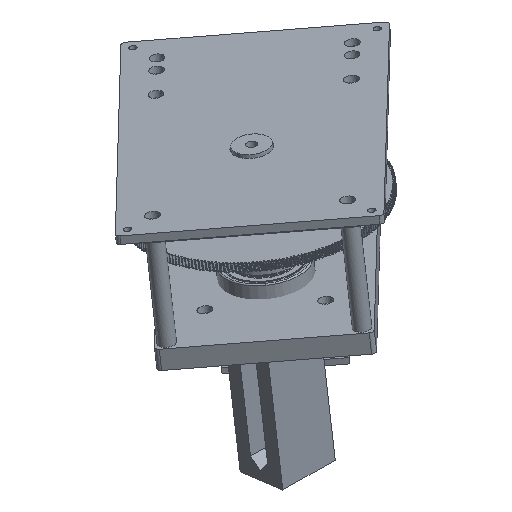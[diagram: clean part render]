
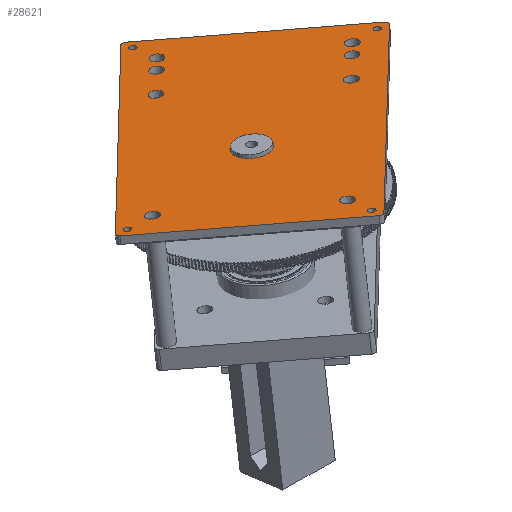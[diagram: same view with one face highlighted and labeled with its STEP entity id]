
A CAD part, top view. The second image highlights one B-rep face of the part: STEP entity #28621.
In plain terms, the highlighted face is planar.
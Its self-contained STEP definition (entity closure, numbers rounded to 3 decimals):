
#347=FACE_BOUND('',#3811,.T.);
#348=FACE_BOUND('',#3812,.T.);
#349=FACE_BOUND('',#3813,.T.);
#350=FACE_BOUND('',#3814,.T.);
#351=FACE_BOUND('',#3815,.T.);
#352=FACE_BOUND('',#3816,.T.);
#353=FACE_BOUND('',#3817,.T.);
#354=FACE_BOUND('',#3818,.T.);
#355=FACE_BOUND('',#3819,.T.);
#356=FACE_BOUND('',#3820,.T.);
#357=FACE_BOUND('',#3821,.T.);
#358=FACE_BOUND('',#3822,.T.);
#359=FACE_BOUND('',#3823,.T.);
#564=PLANE('',#30724);
#2132=FACE_OUTER_BOUND('',#3810,.T.);
#3810=EDGE_LOOP('',(#19665,#19666,#19667,#19668,#19669,#19670,#19671,#19672));
#3811=EDGE_LOOP('',(#19673));
#3812=EDGE_LOOP('',(#19674));
#3813=EDGE_LOOP('',(#19675));
#3814=EDGE_LOOP('',(#19676));
#3815=EDGE_LOOP('',(#19677));
#3816=EDGE_LOOP('',(#19678));
#3817=EDGE_LOOP('',(#19679));
#3818=EDGE_LOOP('',(#19680));
#3819=EDGE_LOOP('',(#19681));
#3820=EDGE_LOOP('',(#19682));
#3821=EDGE_LOOP('',(#19683));
#3822=EDGE_LOOP('',(#19684));
#3823=EDGE_LOOP('',(#19685));
#5669=LINE('',#45656,#7536);
#5672=LINE('',#45662,#7539);
#5673=LINE('',#45666,#7540);
#5674=LINE('',#45670,#7541);
#7536=VECTOR('',#35180,10.);
#7539=VECTOR('',#35185,10.);
#7540=VECTOR('',#35188,10.);
#7541=VECTOR('',#35191,10.);
#9406=CIRCLE('',#30709,1.7);
#9408=CIRCLE('',#30712,1.7);
#9410=CIRCLE('',#30715,1.7);
#9412=CIRCLE('',#30718,1.7);
#9415=CIRCLE('',#30722,2.);
#9416=CIRCLE('',#30725,2.);
#9417=CIRCLE('',#30726,2.);
#9418=CIRCLE('',#30727,2.);
#9419=CIRCLE('',#30728,9.);
#9420=CIRCLE('',#30729,3.25);
#9421=CIRCLE('',#30730,3.25);
#9422=CIRCLE('',#30731,3.25);
#9423=CIRCLE('',#30732,3.25);
#9424=CIRCLE('',#30733,3.25);
#9425=CIRCLE('',#30734,3.25);
#9426=CIRCLE('',#30735,3.25);
#9427=CIRCLE('',#30736,3.25);
#12022=VERTEX_POINT('',#45622);
#12024=VERTEX_POINT('',#45628);
#12026=VERTEX_POINT('',#45634);
#12028=VERTEX_POINT('',#45640);
#12032=VERTEX_POINT('',#45649);
#12033=VERTEX_POINT('',#45651);
#12034=VERTEX_POINT('',#45655);
#12036=VERTEX_POINT('',#45661);
#12037=VERTEX_POINT('',#45663);
#12038=VERTEX_POINT('',#45665);
#12039=VERTEX_POINT('',#45667);
#12040=VERTEX_POINT('',#45669);
#12041=VERTEX_POINT('',#45672);
#12042=VERTEX_POINT('',#45674);
#12043=VERTEX_POINT('',#45676);
#12044=VERTEX_POINT('',#45678);
#12045=VERTEX_POINT('',#45680);
#12046=VERTEX_POINT('',#45682);
#12047=VERTEX_POINT('',#45684);
#12048=VERTEX_POINT('',#45686);
#12049=VERTEX_POINT('',#45688);
#15046=EDGE_CURVE('',#12022,#12022,#9406,.T.);
#15049=EDGE_CURVE('',#12024,#12024,#9408,.T.);
#15052=EDGE_CURVE('',#12026,#12026,#9410,.T.);
#15055=EDGE_CURVE('',#12028,#12028,#9412,.T.);
#15060=EDGE_CURVE('',#12032,#12033,#9415,.T.);
#15062=EDGE_CURVE('',#12034,#12033,#5669,.T.);
#15065=EDGE_CURVE('',#12032,#12036,#5672,.T.);
#15066=EDGE_CURVE('',#12037,#12036,#9416,.T.);
#15067=EDGE_CURVE('',#12037,#12038,#5673,.T.);
#15068=EDGE_CURVE('',#12039,#12038,#9417,.T.);
#15069=EDGE_CURVE('',#12039,#12040,#5674,.T.);
#15070=EDGE_CURVE('',#12034,#12040,#9418,.T.);
#15071=EDGE_CURVE('',#12041,#12041,#9419,.T.);
#15072=EDGE_CURVE('',#12042,#12042,#9420,.T.);
#15073=EDGE_CURVE('',#12043,#12043,#9421,.T.);
#15074=EDGE_CURVE('',#12044,#12044,#9422,.T.);
#15075=EDGE_CURVE('',#12045,#12045,#9423,.T.);
#15076=EDGE_CURVE('',#12046,#12046,#9424,.T.);
#15077=EDGE_CURVE('',#12047,#12047,#9425,.T.);
#15078=EDGE_CURVE('',#12048,#12048,#9426,.T.);
#15079=EDGE_CURVE('',#12049,#12049,#9427,.T.);
#19665=ORIENTED_EDGE('',*,*,#15060,.F.);
#19666=ORIENTED_EDGE('',*,*,#15065,.T.);
#19667=ORIENTED_EDGE('',*,*,#15066,.F.);
#19668=ORIENTED_EDGE('',*,*,#15067,.T.);
#19669=ORIENTED_EDGE('',*,*,#15068,.F.);
#19670=ORIENTED_EDGE('',*,*,#15069,.T.);
#19671=ORIENTED_EDGE('',*,*,#15070,.F.);
#19672=ORIENTED_EDGE('',*,*,#15062,.T.);
#19673=ORIENTED_EDGE('',*,*,#15046,.T.);
#19674=ORIENTED_EDGE('',*,*,#15049,.T.);
#19675=ORIENTED_EDGE('',*,*,#15052,.T.);
#19676=ORIENTED_EDGE('',*,*,#15055,.T.);
#19677=ORIENTED_EDGE('',*,*,#15071,.T.);
#19678=ORIENTED_EDGE('',*,*,#15072,.T.);
#19679=ORIENTED_EDGE('',*,*,#15073,.T.);
#19680=ORIENTED_EDGE('',*,*,#15074,.T.);
#19681=ORIENTED_EDGE('',*,*,#15075,.T.);
#19682=ORIENTED_EDGE('',*,*,#15076,.T.);
#19683=ORIENTED_EDGE('',*,*,#15077,.T.);
#19684=ORIENTED_EDGE('',*,*,#15078,.T.);
#19685=ORIENTED_EDGE('',*,*,#15079,.T.);
#28621=ADVANCED_FACE('',(#2132,#347,#348,#349,#350,#351,#352,#353,#354,
#355,#356,#357,#358,#359),#564,.T.);
#30709=AXIS2_PLACEMENT_3D('',#45623,#35144,#35145);
#30712=AXIS2_PLACEMENT_3D('',#45629,#35151,#35152);
#30715=AXIS2_PLACEMENT_3D('',#45635,#35158,#35159);
#30718=AXIS2_PLACEMENT_3D('',#45641,#35165,#35166);
#30722=AXIS2_PLACEMENT_3D('',#45652,#35175,#35176);
#30724=AXIS2_PLACEMENT_3D('',#45660,#35183,#35184);
#30725=AXIS2_PLACEMENT_3D('',#45664,#35186,#35187);
#30726=AXIS2_PLACEMENT_3D('',#45668,#35189,#35190);
#30727=AXIS2_PLACEMENT_3D('',#45671,#35192,#35193);
#30728=AXIS2_PLACEMENT_3D('',#45673,#35194,#35195);
#30729=AXIS2_PLACEMENT_3D('',#45675,#35196,#35197);
#30730=AXIS2_PLACEMENT_3D('',#45677,#35198,#35199);
#30731=AXIS2_PLACEMENT_3D('',#45679,#35200,#35201);
#30732=AXIS2_PLACEMENT_3D('',#45681,#35202,#35203);
#30733=AXIS2_PLACEMENT_3D('',#45683,#35204,#35205);
#30734=AXIS2_PLACEMENT_3D('',#45685,#35206,#35207);
#30735=AXIS2_PLACEMENT_3D('',#45687,#35208,#35209);
#30736=AXIS2_PLACEMENT_3D('',#45689,#35210,#35211);
#35144=DIRECTION('center_axis',(0.,-1.,0.));
#35145=DIRECTION('ref_axis',(1.,0.,0.));
#35151=DIRECTION('center_axis',(0.,-1.,0.));
#35152=DIRECTION('ref_axis',(1.,0.,0.));
#35158=DIRECTION('center_axis',(0.,-1.,0.));
#35159=DIRECTION('ref_axis',(1.,0.,0.));
#35165=DIRECTION('center_axis',(0.,-1.,0.));
#35166=DIRECTION('ref_axis',(1.,0.,0.));
#35175=DIRECTION('center_axis',(0.,-1.,0.));
#35176=DIRECTION('ref_axis',(-0.707,0.,-0.707));
#35180=DIRECTION('',(-1.,0.,0.));
#35183=DIRECTION('center_axis',(0.,1.,0.));
#35184=DIRECTION('ref_axis',(0.,0.,1.));
#35185=DIRECTION('',(0.,0.,1.));
#35186=DIRECTION('center_axis',(0.,-1.,0.));
#35187=DIRECTION('ref_axis',(-0.707,0.,0.707));
#35188=DIRECTION('',(1.,0.,0.));
#35189=DIRECTION('center_axis',(0.,-1.,0.));
#35190=DIRECTION('ref_axis',(0.707,0.,0.707));
#35191=DIRECTION('',(0.,0.,-1.));
#35192=DIRECTION('center_axis',(0.,-1.,0.));
#35193=DIRECTION('ref_axis',(0.707,0.,-0.707));
#35194=DIRECTION('center_axis',(0.,-1.,0.));
#35195=DIRECTION('ref_axis',(-1.,0.,0.));
#35196=DIRECTION('center_axis',(0.,-1.,0.));
#35197=DIRECTION('ref_axis',(1.,0.,0.));
#35198=DIRECTION('center_axis',(0.,-1.,0.));
#35199=DIRECTION('ref_axis',(1.,0.,0.));
#35200=DIRECTION('center_axis',(0.,-1.,0.));
#35201=DIRECTION('ref_axis',(1.,0.,0.));
#35202=DIRECTION('center_axis',(0.,-1.,0.));
#35203=DIRECTION('ref_axis',(1.,0.,0.));
#35204=DIRECTION('center_axis',(0.,-1.,0.));
#35205=DIRECTION('ref_axis',(1.,0.,0.));
#35206=DIRECTION('center_axis',(0.,-1.,0.));
#35207=DIRECTION('ref_axis',(1.,0.,0.));
#35208=DIRECTION('center_axis',(0.,-1.,0.));
#35209=DIRECTION('ref_axis',(1.,0.,0.));
#35210=DIRECTION('center_axis',(0.,-1.,0.));
#35211=DIRECTION('ref_axis',(1.,0.,0.));
#45622=CARTESIAN_POINT('',(73.05,10.,50.));
#45623=CARTESIAN_POINT('Origin',(74.75,10.,50.));
#45628=CARTESIAN_POINT('',(73.05,10.,-50.));
#45629=CARTESIAN_POINT('Origin',(74.75,10.,-50.));
#45634=CARTESIAN_POINT('',(-76.45,10.,-50.));
#45635=CARTESIAN_POINT('Origin',(-74.75,10.,-50.));
#45640=CARTESIAN_POINT('',(-76.45,10.,50.));
#45641=CARTESIAN_POINT('Origin',(-74.75,10.,50.));
#45649=CARTESIAN_POINT('',(-79.75,10.,-53.));
#45651=CARTESIAN_POINT('',(-77.75,10.,-55.));
#45652=CARTESIAN_POINT('Origin',(-77.75,10.,-53.));
#45655=CARTESIAN_POINT('',(77.75,10.,-55.));
#45656=CARTESIAN_POINT('',(79.75,10.,-55.));
#45660=CARTESIAN_POINT('Origin',(0.,10.,0.));
#45661=CARTESIAN_POINT('',(-79.75,10.,53.));
#45662=CARTESIAN_POINT('',(-79.75,10.,-55.));
#45663=CARTESIAN_POINT('',(-77.75,10.,55.));
#45664=CARTESIAN_POINT('Origin',(-77.75,10.,53.));
#45665=CARTESIAN_POINT('',(77.75,10.,55.));
#45666=CARTESIAN_POINT('',(-79.75,10.,55.));
#45667=CARTESIAN_POINT('',(79.75,10.,53.));
#45668=CARTESIAN_POINT('Origin',(77.75,10.,53.));
#45669=CARTESIAN_POINT('',(79.75,10.,-53.));
#45670=CARTESIAN_POINT('',(79.75,10.,55.));
#45671=CARTESIAN_POINT('Origin',(77.75,10.,-53.));
#45672=CARTESIAN_POINT('',(24.25,10.,0.));
#45673=CARTESIAN_POINT('Origin',(15.25,10.,0.));
#45674=CARTESIAN_POINT('',(-38.,10.,-40.));
#45675=CARTESIAN_POINT('Origin',(-34.75,10.,-40.));
#45676=CARTESIAN_POINT('',(-38.,10.,40.));
#45677=CARTESIAN_POINT('Origin',(-34.75,10.,40.));
#45678=CARTESIAN_POINT('',(-58.,10.,-40.));
#45679=CARTESIAN_POINT('Origin',(-54.75,10.,-40.));
#45680=CARTESIAN_POINT('',(-58.,10.,40.));
#45681=CARTESIAN_POINT('Origin',(-54.75,10.,40.));
#45682=CARTESIAN_POINT('',(-68.,10.,40.));
#45683=CARTESIAN_POINT('Origin',(-64.75,10.,40.));
#45684=CARTESIAN_POINT('',(61.5,10.,40.));
#45685=CARTESIAN_POINT('Origin',(64.75,10.,40.));
#45686=CARTESIAN_POINT('',(61.5,10.,-40.));
#45687=CARTESIAN_POINT('Origin',(64.75,10.,-40.));
#45688=CARTESIAN_POINT('',(-68.,10.,-40.));
#45689=CARTESIAN_POINT('Origin',(-64.75,10.,-40.));
